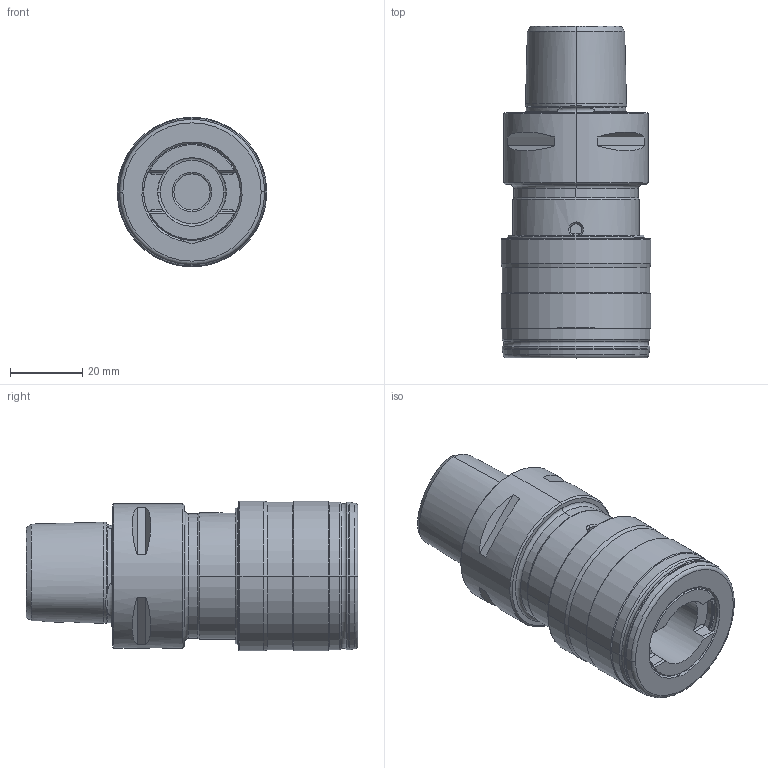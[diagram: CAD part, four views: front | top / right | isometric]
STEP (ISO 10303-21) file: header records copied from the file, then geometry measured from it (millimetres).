
FILE_DESCRIPTION((''),'2;1');
FILE_NAME('34400-C40_SW0001','2018-12-11T',('041'),(''),'CREO PARAMETRIC BY PTC INC, 2016260','CREO PARAMETRIC BY PTC INC, 2016260','');
FILE_SCHEMA(('CONFIG_CONTROL_DESIGN'));
Length unit declared in the file: millimetre
Products named in the file (1): 34400-C40_SW0001
Bounding box: 41.5 x 92 x 41.5 mm (x, y, z)
Volume: 66186.5 mm3; surface area: 31953 mm2
Topology: 1 solids, 1 shells, 369 faces, 893 edges, 535 vertices
Faces by surface type: cylinder 120, cone 87, plane 77, torus 55, bspline 18, sphere 12
Entity records: 14536 total; most frequent: CARTESIAN_POINT 6028, DIRECTION 1806, ORIENTED_EDGE 1766, EDGE_CURVE 883, AXIS2_PLACEMENT_3D 755, VERTEX_POINT 535, EDGE_LOOP 404, CIRCLE 404
